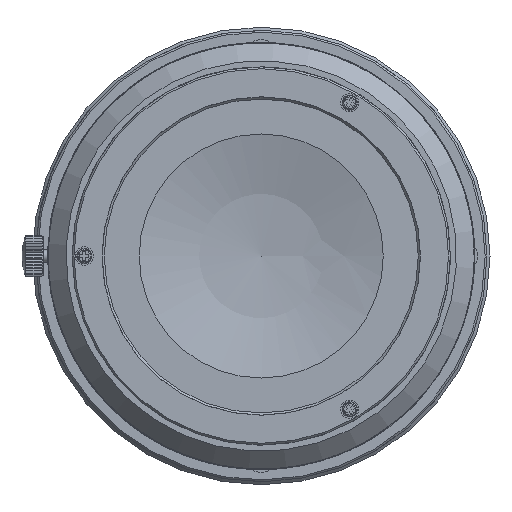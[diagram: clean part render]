
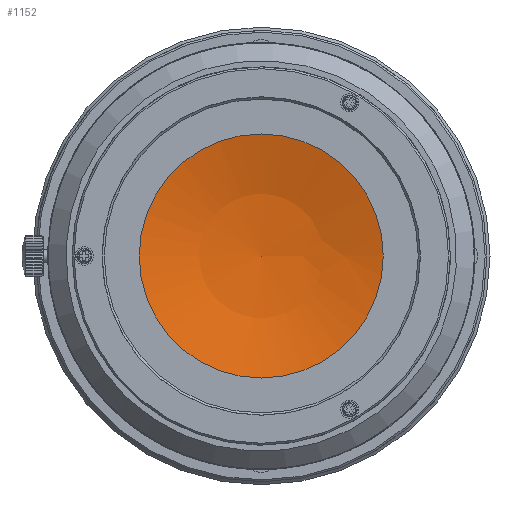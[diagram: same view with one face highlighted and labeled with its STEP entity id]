
A CAD part, left-side view. The second image highlights one B-rep face of the part: STEP entity #1152.
In plain terms, the highlighted spherical face has radius 68.965 mm.
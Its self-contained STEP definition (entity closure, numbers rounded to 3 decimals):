
#152=SPHERICAL_SURFACE('',#11466,68.965);
#672=FACE_OUTER_BOUND('',#3658,.T.);
#1152=ADVANCED_FACE('',(#672),#152,.F.);
#2386=CIRCLE('',#11464,20.119);
#3658=EDGE_LOOP('',(#6374));
#6374=ORIENTED_EDGE('',*,*,#9678,.F.);
#8168=VERTEX_POINT('',#21537);
#9678=EDGE_CURVE('',#8168,#8168,#2386,.T.);
#11464=AXIS2_PLACEMENT_3D('',#21536,#13047,#13048);
#11466=AXIS2_PLACEMENT_3D('',#21539,#13051,#13052);
#13047=DIRECTION('',(1.,0.,0.));
#13048=DIRECTION('',(0.,0.,-1.));
#13051=DIRECTION('',(1.,0.,0.));
#13052=DIRECTION('',(0.,-1.,0.));
#21536=CARTESIAN_POINT('',(-203.472,0.,0.));
#21537=CARTESIAN_POINT('',(-203.472,0.,-20.119));
#21539=CARTESIAN_POINT('',(-269.437,0.,0.));
